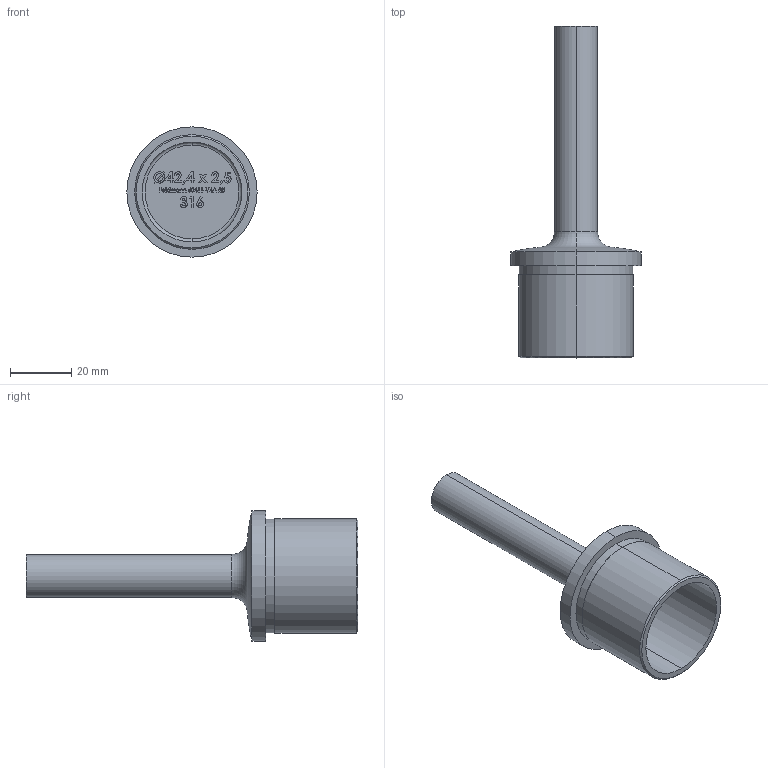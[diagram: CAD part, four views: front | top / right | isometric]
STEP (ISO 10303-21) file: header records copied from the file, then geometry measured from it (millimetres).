
FILE_DESCRIPTION (( 'STEP AP203' ), '1' );
FILE_NAME ('60411-V4A-25.step', '2019-09-12T08:11:33', ( '' ), ( '' ), 'SwSTEP 2.0', 'SolidWorks 2015', '' );
FILE_SCHEMA (( 'CONFIG_CONTROL_DESIGN' ));
Length unit declared in the file: millimetre
Products named in the file (1): 60411-V4A-25
Bounding box: 42.4 x 108 x 42.4 mm (x, y, z)
Volume: 25324.5 mm3; surface area: 13294.3 mm2
Topology: 1 solids, 1 shells, 423 faces, 1109 edges, 736 vertices
Faces by surface type: plane 272, bspline 133, cylinder 10, torus 6, cone 2
Entity records: 19890 total; most frequent: CARTESIAN_POINT 10258, ORIENTED_EDGE 2218, DIRECTION 1457, EDGE_CURVE 1109, LINE 811, VECTOR 811, VERTEX_POINT 736, EDGE_LOOP 471
